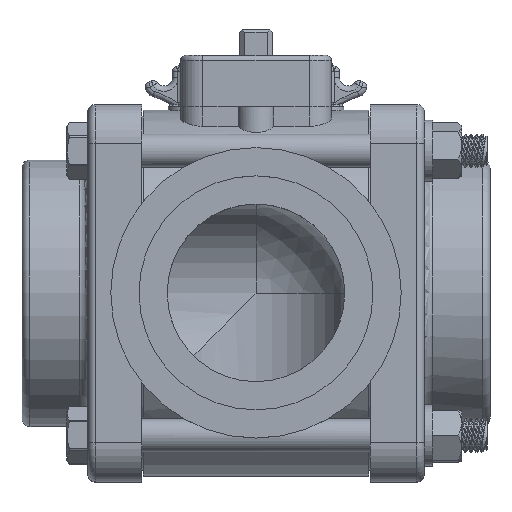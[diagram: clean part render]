
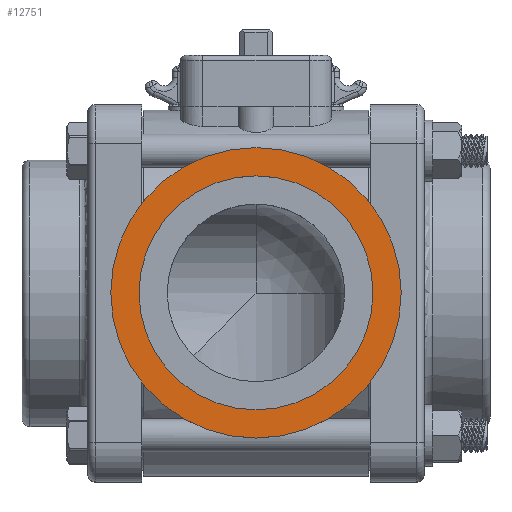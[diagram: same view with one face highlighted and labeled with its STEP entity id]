
A CAD part, top view. The second image highlights one B-rep face of the part: STEP entity #12751.
In plain terms, the highlighted planar face has unit normal (0, 0, 1).
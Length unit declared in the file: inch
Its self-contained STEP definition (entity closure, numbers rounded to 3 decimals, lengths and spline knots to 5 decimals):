
#758=FACE_BOUND('',#4173,.T.);
#944=PLANE('',#14087);
#3391=FACE_OUTER_BOUND('',#4172,.T.);
#4172=EDGE_LOOP('',(#10044,#10045));
#4173=EDGE_LOOP('',(#10046,#10047));
#4809=CIRCLE('',#13744,1.635);
#4810=CIRCLE('',#13745,1.635);
#4983=CIRCLE('',#14088,1.3175);
#4984=CIRCLE('',#14089,1.3175);
#5574=VERTEX_POINT('',#19341);
#5575=VERTEX_POINT('',#19342);
#5811=VERTEX_POINT('',#22499);
#5812=VERTEX_POINT('',#22500);
#6936=EDGE_CURVE('',#5574,#5575,#4809,.T.);
#6937=EDGE_CURVE('',#5575,#5574,#4810,.T.);
#7349=EDGE_CURVE('',#5811,#5812,#4983,.T.);
#7350=EDGE_CURVE('',#5812,#5811,#4984,.T.);
#10044=ORIENTED_EDGE('',*,*,#6936,.T.);
#10045=ORIENTED_EDGE('',*,*,#6937,.T.);
#10046=ORIENTED_EDGE('',*,*,#7349,.F.);
#10047=ORIENTED_EDGE('',*,*,#7350,.F.);
#12751=ADVANCED_FACE('',(#3391,#758),#944,.T.);
#13744=AXIS2_PLACEMENT_3D('',#19343,#15633,#15634);
#13745=AXIS2_PLACEMENT_3D('',#19344,#15635,#15636);
#14087=AXIS2_PLACEMENT_3D('',#22498,#16464,#16465);
#14088=AXIS2_PLACEMENT_3D('',#22501,#16466,#16467);
#14089=AXIS2_PLACEMENT_3D('',#22502,#16468,#16469);
#15633=DIRECTION('center_axis',(0.,0.,1.));
#15634=DIRECTION('ref_axis',(1.,0.,0.));
#15635=DIRECTION('center_axis',(0.,0.,1.));
#15636=DIRECTION('ref_axis',(1.,0.,0.));
#16464=DIRECTION('center_axis',(0.,0.,1.));
#16465=DIRECTION('ref_axis',(1.,0.,0.));
#16466=DIRECTION('center_axis',(0.,0.,1.));
#16467=DIRECTION('ref_axis',(1.,0.,0.));
#16468=DIRECTION('center_axis',(0.,0.,1.));
#16469=DIRECTION('ref_axis',(1.,0.,0.));
#19341=CARTESIAN_POINT('',(0.,-1.635,3.118));
#19342=CARTESIAN_POINT('',(0.,1.635,3.118));
#19343=CARTESIAN_POINT('Origin',(0.,0.,3.118));
#19344=CARTESIAN_POINT('Origin',(0.,0.,3.118));
#22498=CARTESIAN_POINT('Origin',(0.,-1.3175,3.118));
#22499=CARTESIAN_POINT('',(0.,-1.3175,3.118));
#22500=CARTESIAN_POINT('',(0.,1.3175,3.118));
#22501=CARTESIAN_POINT('Origin',(0.,0.,3.118));
#22502=CARTESIAN_POINT('Origin',(0.,0.,3.118));
